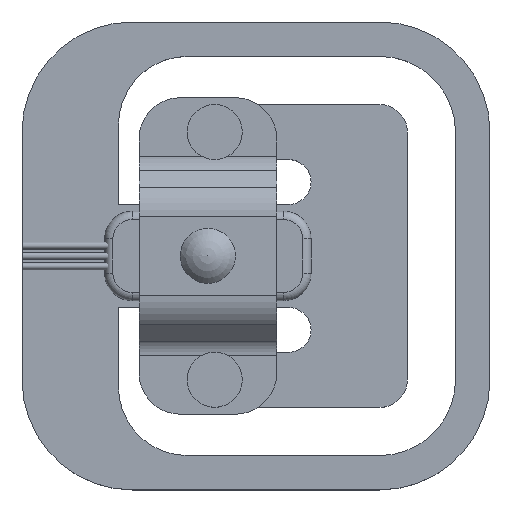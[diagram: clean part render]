
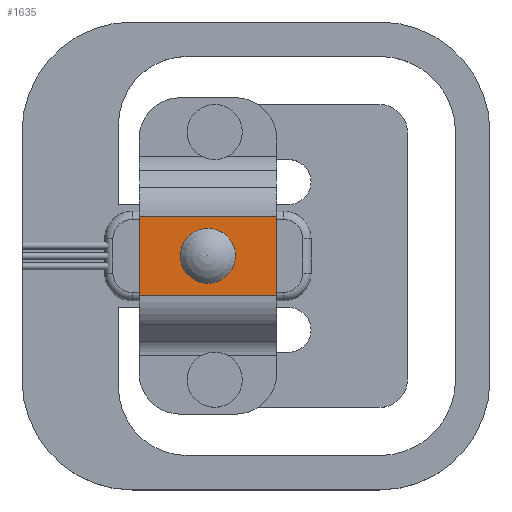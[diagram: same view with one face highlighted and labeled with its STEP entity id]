
A CAD part, top view. The second image highlights one B-rep face of the part: STEP entity #1635.
In plain terms, the highlighted planar face has unit normal (0, 0, 1).
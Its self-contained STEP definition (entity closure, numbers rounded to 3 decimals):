
#43=FACE_BOUND('',#260,.T.);
#78=PLANE('',#1819);
#159=FACE_OUTER_BOUND('',#259,.T.);
#259=EDGE_LOOP('',(#1401,#1402,#1403,#1404));
#260=EDGE_LOOP('',(#1405,#1406));
#329=CIRCLE('',#1774,2.);
#330=CIRCLE('',#1775,2.);
#478=LINE('',#2682,#623);
#500=LINE('',#2751,#645);
#510=LINE('',#2778,#655);
#511=LINE('',#2779,#656);
#623=VECTOR('',#2156,10.);
#645=VECTOR('',#2220,10.);
#655=VECTOR('',#2252,10.);
#656=VECTOR('',#2253,10.);
#752=VERTEX_POINT('',#2641);
#753=VERTEX_POINT('',#2642);
#767=VERTEX_POINT('',#2679);
#768=VERTEX_POINT('',#2681);
#794=VERTEX_POINT('',#2749);
#800=VERTEX_POINT('',#2777);
#947=EDGE_CURVE('',#752,#753,#329,.T.);
#948=EDGE_CURVE('',#753,#752,#330,.T.);
#966=EDGE_CURVE('',#767,#768,#478,.T.);
#1001=EDGE_CURVE('',#767,#794,#500,.T.);
#1014=EDGE_CURVE('',#800,#794,#510,.T.);
#1015=EDGE_CURVE('',#768,#800,#511,.T.);
#1401=ORIENTED_EDGE('',*,*,#966,.F.);
#1402=ORIENTED_EDGE('',*,*,#1001,.T.);
#1403=ORIENTED_EDGE('',*,*,#1014,.F.);
#1404=ORIENTED_EDGE('',*,*,#1015,.F.);
#1405=ORIENTED_EDGE('',*,*,#947,.T.);
#1406=ORIENTED_EDGE('',*,*,#948,.T.);
#1635=ADVANCED_FACE('',(#159,#43),#78,.T.);
#1774=AXIS2_PLACEMENT_3D('',#2643,#2118,#2119);
#1775=AXIS2_PLACEMENT_3D('',#2644,#2120,#2121);
#1819=AXIS2_PLACEMENT_3D('',#2776,#2250,#2251);
#2118=DIRECTION('center_axis',(0.,0.,-1.));
#2119=DIRECTION('ref_axis',(0.,1.,0.));
#2120=DIRECTION('center_axis',(0.,0.,-1.));
#2121=DIRECTION('ref_axis',(0.,1.,0.));
#2156=DIRECTION('',(0.,1.,0.));
#2220=DIRECTION('',(1.,0.,0.));
#2250=DIRECTION('center_axis',(0.,0.,1.));
#2251=DIRECTION('ref_axis',(0.,-1.,0.));
#2252=DIRECTION('',(0.,-1.,0.));
#2253=DIRECTION('',(1.,0.,0.));
#2641=CARTESIAN_POINT('',(-1.5,0.,5.25));
#2642=CARTESIAN_POINT('',(-5.5,0.,5.25));
#2643=CARTESIAN_POINT('Origin',(-3.5,0.,5.25));
#2644=CARTESIAN_POINT('Origin',(-3.5,0.,5.25));
#2679=CARTESIAN_POINT('',(-8.5,-2.879,5.25));
#2681=CARTESIAN_POINT('',(-8.5,2.879,5.25));
#2682=CARTESIAN_POINT('',(-8.5,0.,5.25));
#2749=CARTESIAN_POINT('',(1.5,-2.879,5.25));
#2751=CARTESIAN_POINT('',(-8.5,-2.879,5.25));
#2776=CARTESIAN_POINT('Origin',(-8.5,2.879,5.25));
#2777=CARTESIAN_POINT('',(1.5,2.879,5.25));
#2778=CARTESIAN_POINT('',(1.5,0.,5.25));
#2779=CARTESIAN_POINT('',(-8.5,2.879,5.25));
